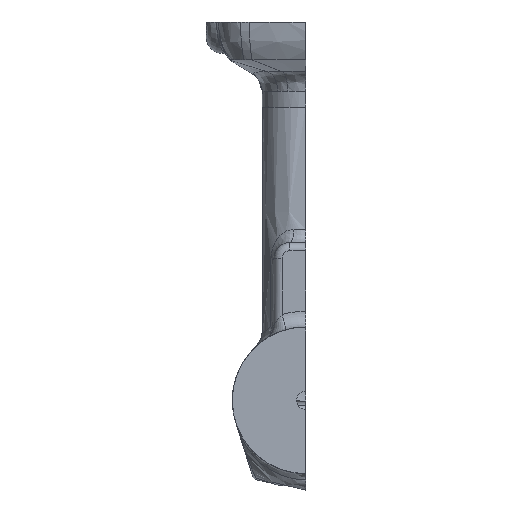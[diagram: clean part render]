
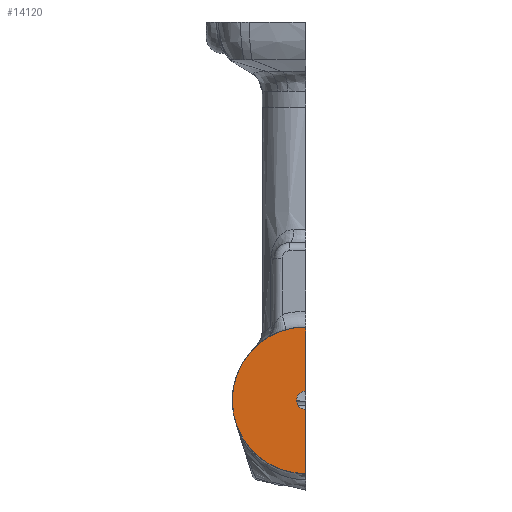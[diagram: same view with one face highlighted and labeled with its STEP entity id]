
A CAD part, left-side view. The second image highlights one B-rep face of the part: STEP entity #14120.
In plain terms, the highlighted planar face has unit normal (-1, 0, 0).
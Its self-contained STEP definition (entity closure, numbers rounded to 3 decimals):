
#10170=CARTESIAN_POINT('POINT362',(-92.075,3.683,-137.16)
   );
#10171=VERTEX_POINT('VERTEX362',#10170);
#10187=CARTESIAN_POINT('POINT364',(-92.075,0.,-133.477))
   ;
#10188=VERTEX_POINT('VERTEX364',#10187);
#10195=CARTESIAN_POINT('POS468',(-92.075,0.,
   -137.16));
#10196=DIRECTION('DIR762',(1.,0.,0.));
#10197=DIRECTION('DIR763',(0.,0.,-1.));
#10198=AXIS2_PLACEMENT_3D('AXIS295',#10195,#10196,#10197);
#10199=CIRCLE('ELLIPSE175',#10198,3.683);
#10200=EDGE_CURVE('EDGE549',#10171,#10188,#10199,.T.);
#10250=CARTESIAN_POINT('POINT366',(-92.075,0.,-107.62)
   );
#10251=VERTEX_POINT('VERTEX366',#10250);
#10258=CARTESIAN_POINT('POS474',(-92.075,0.,-133.477));
#10259=DIRECTION('DIR770',(0.,0.,1.));
#10260=VECTOR('VEC178',#10259,25.4);
#10261=LINE('STRAIGHT178',#10258,#10260);
#10262=EDGE_CURVE('EDGE554',#10188,#10251,#10261,.T.);
#10793=CARTESIAN_POINT('POINT384',(-92.075,0.,-140.843))
   ;
#10794=VERTEX_POINT('VERTEX384',#10793);
#10795=EDGE_CURVE('EDGE585',#10794,#10171,#10199,.T.);
#13368=CARTESIAN_POINT('POINT428',(-92.075,29.54,
   -137.16));
#13369=VERTEX_POINT('VERTEX428',#13368);
#13376=CARTESIAN_POINT('POS569',(-92.075,0.,
   -137.16));
#13377=DIRECTION('DIR925',(-1.,0.,0.));
#13378=DIRECTION('DIR926',(0.,0.,1.));
#13379=AXIS2_PLACEMENT_3D('AXIS357',#13376,#13377,#13378);
#13380=CIRCLE('ELLIPSE213',#13379,29.54);
#13381=EDGE_CURVE('EDGE677',#10251,#13369,#13380,.T.);
#14083=CARTESIAN_POINT('POINT435',(-92.075,0.,-166.7)
   );
#14084=VERTEX_POINT('VERTEX435',#14083);
#14091=EDGE_CURVE('EDGE696',#13369,#14084,#13380,.T.);
#14102=ORIENTED_EDGE('COEDGE1323',*,*,#10262,.T.);
#14103=ORIENTED_EDGE('COEDGE1324',*,*,#13381,.T.);
#14104=ORIENTED_EDGE('COEDGE1325',*,*,#14091,.T.);
#14105=CARTESIAN_POINT('POS582',(-92.075,0.,-166.7));
#14106=DIRECTION('DIR944',(0.,0.,1.));
#14107=VECTOR('VEC220',#14106,25.4);
#14108=LINE('STRAIGHT220',#14105,#14107);
#14109=EDGE_CURVE('EDGE697',#14084,#10794,#14108,.T.);
#14110=ORIENTED_EDGE('COEDGE1326',*,*,#14109,.T.);
#14111=ORIENTED_EDGE('COEDGE1327',*,*,#10795,.T.);
#14112=ORIENTED_EDGE('COEDGE1328',*,*,#10200,.T.);
#14113=EDGE_LOOP('NONE',(#14102,#14103,#14104,#14110,#14111,#14112));
#14114=FACE_BOUND('LOOP1',#14113,.T.);
#14115=CARTESIAN_POINT('POS583',(-92.075,0.,7.62));
#14116=DIRECTION('DIR945',(-1.,0.,0.));
#14117=DIRECTION('DIR946',(0.,1.,0.));
#14118=AXIS2_PLACEMENT_3D('AXIS363',#14115,#14116,#14117);
#14119=PLANE('PLANE62',#14118);
#14120=ADVANCED_FACE('FACE260',(#14114),#14119,.T.);
